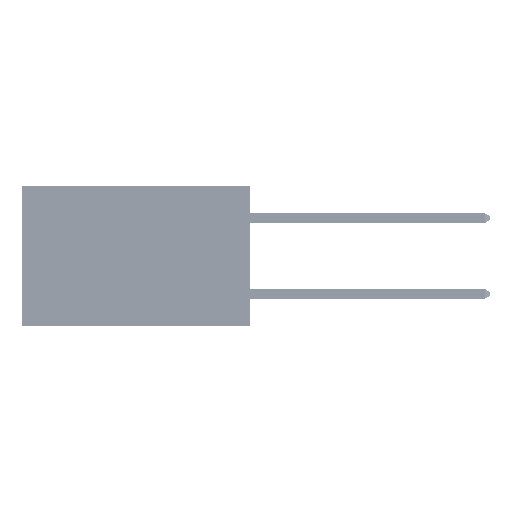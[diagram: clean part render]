
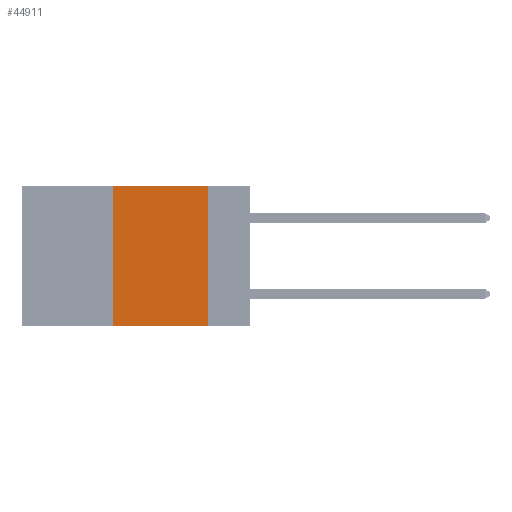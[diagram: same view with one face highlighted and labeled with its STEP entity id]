
A CAD part, left-side view. The second image highlights one B-rep face of the part: STEP entity #44911.
In plain terms, the highlighted planar face has unit normal (-1, 0, 0).
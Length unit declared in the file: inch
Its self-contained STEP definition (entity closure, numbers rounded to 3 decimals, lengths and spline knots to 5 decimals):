
#2228 = EDGE_CURVE ( 'NONE', #35122, #34465, #37734, .T. ) ;
#3437 = AXIS2_PLACEMENT_3D ( 'NONE', #4058, #34856, #11375 ) ;
#4058 = CARTESIAN_POINT ( 'NONE',  ( 0., 0.6, 0. ) ) ;
#6548 = VECTOR ( 'NONE', #30814, 39.37008 ) ;
#9080 = VERTEX_POINT ( 'NONE', #50119 ) ;
#9175 = VECTOR ( 'NONE', #16460, 39.37008 ) ;
#9879 = EDGE_CURVE ( 'NONE', #9080, #34465, #28135, .T. ) ;
#11375 = DIRECTION ( 'NONE',  ( 0., 0., -1. ) ) ;
#12002 = ORIENTED_EDGE ( 'NONE', *, *, #2228, .T. ) ;
#13825 = CARTESIAN_POINT ( 'NONE',  ( 0., 0.6, 0. ) ) ;
#14512 = LINE ( 'NONE', #31330, #6548 ) ;
#16460 = DIRECTION ( 'NONE',  ( 0., 0., -1. ) ) ;
#21920 = EDGE_CURVE ( 'NONE', #35122, #39007, #14512, .T. ) ;
#22397 = CARTESIAN_POINT ( 'NONE',  ( 0., 0.11, -0.37 ) ) ;
#22668 = CARTESIAN_POINT ( 'NONE',  ( 0., 0.6, -0.37 ) ) ;
#23236 = CARTESIAN_POINT ( 'NONE',  ( 0., 0.36, 0. ) ) ;
#23661 = PLANE ( 'NONE',  #3437 ) ;
#25602 = EDGE_LOOP ( 'NONE', ( #36481, #32223, #31658, #12002 ) ) ;
#28135 = LINE ( 'NONE', #40442, #9175 ) ;
#28612 = DIRECTION ( 'NONE',  ( 0., -1., 0. ) ) ;
#30761 = EDGE_CURVE ( 'NONE', #39007, #9080, #44868, .T. ) ;
#30814 = DIRECTION ( 'NONE',  ( 0., 0., 1. ) ) ;
#31330 = CARTESIAN_POINT ( 'NONE',  ( 0., 0.36, 0. ) ) ;
#31658 = ORIENTED_EDGE ( 'NONE', *, *, #21920, .F. ) ;
#32223 = ORIENTED_EDGE ( 'NONE', *, *, #30761, .F. ) ;
#34465 = VERTEX_POINT ( 'NONE', #22397 ) ;
#34648 = VECTOR ( 'NONE', #28612, 39.37008 ) ;
#34856 = DIRECTION ( 'NONE',  ( 1., 0., 0. ) ) ;
#35122 = VERTEX_POINT ( 'NONE', #39202 ) ;
#36481 = ORIENTED_EDGE ( 'NONE', *, *, #9879, .F. ) ;
#37734 = LINE ( 'NONE', #22668, #34648 ) ;
#38461 = FACE_OUTER_BOUND ( 'NONE', #25602, .T. ) ;
#39007 = VERTEX_POINT ( 'NONE', #23236 ) ;
#39202 = CARTESIAN_POINT ( 'NONE',  ( 0., 0.36, -0.37 ) ) ;
#40442 = CARTESIAN_POINT ( 'NONE',  ( 0., 0.11, 0. ) ) ;
#44868 = LINE ( 'NONE', #13825, #48507 ) ;
#44911 = ADVANCED_FACE ( 'NONE', ( #38461 ), #23661, .F. ) ;
#48507 = VECTOR ( 'NONE', #49072, 39.37008 ) ;
#49072 = DIRECTION ( 'NONE',  ( 0., -1., 0. ) ) ;
#50119 = CARTESIAN_POINT ( 'NONE',  ( 0., 0.11, 0. ) ) ;
